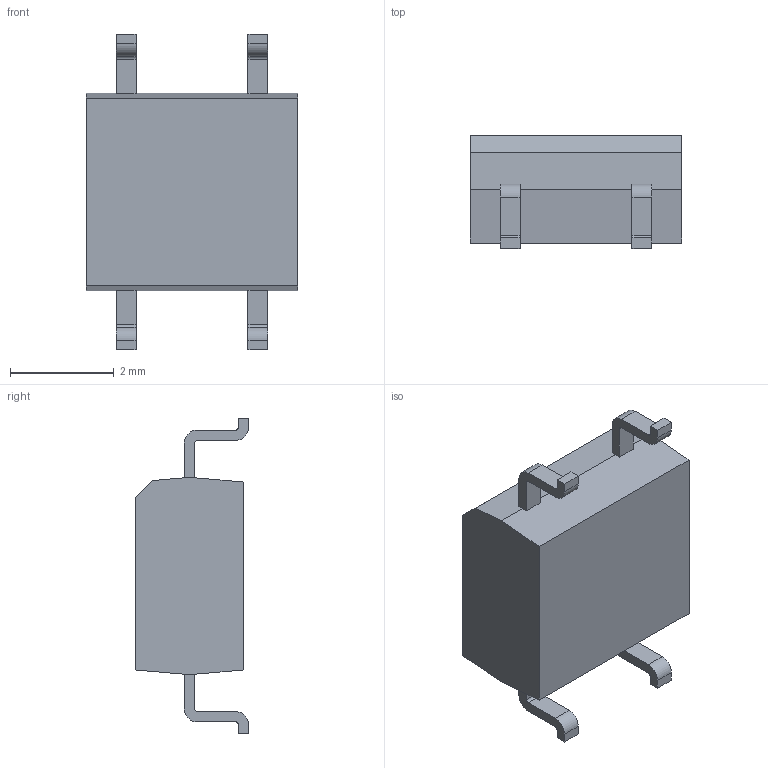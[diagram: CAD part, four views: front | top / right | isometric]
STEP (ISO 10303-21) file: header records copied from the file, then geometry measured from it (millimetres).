
FILE_DESCRIPTION (( 'STEP AP214' ), '1' );
FILE_NAME ('CPC1014N.STEP', '2018-09-18T06:29:19', ( '' ), ( '' ), 'SwSTEP 2.0', 'SolidWorks 2017', '' );
FILE_SCHEMA (( 'AUTOMOTIVE_DESIGN' ));
Length unit declared in the file: millimetre
Products named in the file (1): CPC1014N
Bounding box: 4.09 x 2.18 x 6.1 mm (x, y, z)
Volume: 32.1 mm3; surface area: 72.1 mm2
Topology: 6 solids, 6 shells, 80 faces, 201 edges, 134 vertices
Faces by surface type: plane 64, cylinder 16
Entity records: 2951 total; most frequent: CARTESIAN_POINT 416, ORIENTED_EDGE 402, DIRECTION 395, EDGE_CURVE 201, VECTOR 169, LINE 169, VERTEX_POINT 134, AXIS2_PLACEMENT_3D 113
